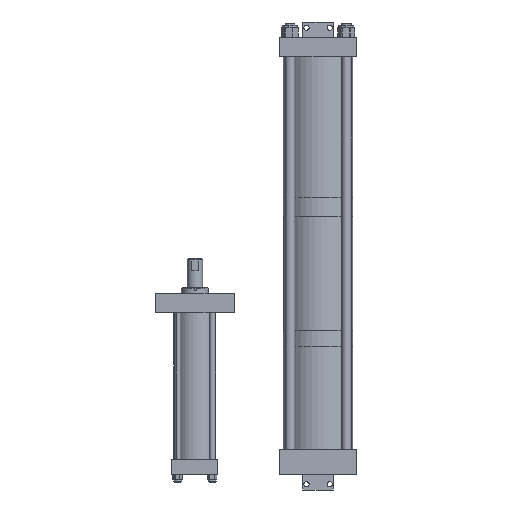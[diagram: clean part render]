
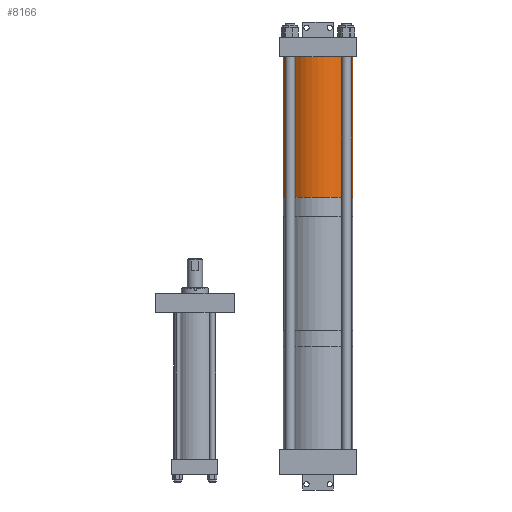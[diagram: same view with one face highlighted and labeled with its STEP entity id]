
A CAD part, front view. The second image highlights one B-rep face of the part: STEP entity #8166.
In plain terms, the highlighted cylindrical face has radius 57.15 mm (diameter 114.3 mm), a partial arc.
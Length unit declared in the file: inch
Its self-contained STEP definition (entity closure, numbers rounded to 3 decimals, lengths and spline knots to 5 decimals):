
#529 = VERTEX_POINT ( 'NONE', #1640 ) ;
#666 = CARTESIAN_POINT ( 'NONE',  ( 0., 0., 9.138 ) ) ;
#1221 = CARTESIAN_POINT ( 'NONE',  ( -2.25, 0., 9.138 ) ) ;
#1607 = ORIENTED_EDGE ( 'NONE', *, *, #10938, .F. ) ;
#1640 = CARTESIAN_POINT ( 'NONE',  ( 2.25, 0., 9.138 ) ) ;
#1987 = VERTEX_POINT ( 'NONE', #7262 ) ;
#2010 = VECTOR ( 'NONE', #2392, 39.37008 ) ;
#2392 = DIRECTION ( 'NONE',  ( 0., 0., -1. ) ) ;
#2699 = CYLINDRICAL_SURFACE ( 'NONE', #8402, 2.25 ) ;
#2826 = DIRECTION ( 'NONE',  ( 0., 0., -1. ) ) ;
#3072 = CARTESIAN_POINT ( 'NONE',  ( 2.25, 0., 0. ) ) ;
#3366 = ORIENTED_EDGE ( 'NONE', *, *, #5865, .T. ) ;
#4134 = VERTEX_POINT ( 'NONE', #13574 ) ;
#4294 = CARTESIAN_POINT ( 'NONE',  ( 0., 0., 9.138 ) ) ;
#4333 = DIRECTION ( 'NONE',  ( -1., 0., 0. ) ) ;
#4978 = DIRECTION ( 'NONE',  ( 1., 0., 0. ) ) ;
#5116 = DIRECTION ( 'NONE',  ( 1., 0., 0. ) ) ;
#5865 = EDGE_CURVE ( 'NONE', #4134, #8239, #13812, .T. ) ;
#6116 = DIRECTION ( 'NONE',  ( 0., 0., 1. ) ) ;
#6253 = EDGE_CURVE ( 'NONE', #1987, #529, #8322, .T. ) ;
#7202 = VECTOR ( 'NONE', #2826, 39.37008 ) ;
#7262 = CARTESIAN_POINT ( 'NONE',  ( -2.25, 0., 9.138 ) ) ;
#7648 = AXIS2_PLACEMENT_3D ( 'NONE', #13988, #6116, #4978 ) ;
#8106 = AXIS2_PLACEMENT_3D ( 'NONE', #666, #9563, #5116 ) ;
#8166 = ADVANCED_FACE ( 'NONE', ( #11654 ), #2699, .T. ) ;
#8239 = VERTEX_POINT ( 'NONE', #3072 ) ;
#8322 = CIRCLE ( 'NONE', #8106, 2.25 ) ;
#8402 = AXIS2_PLACEMENT_3D ( 'NONE', #4294, #10881, #4333 ) ;
#8410 = ORIENTED_EDGE ( 'NONE', *, *, #6253, .F. ) ;
#8616 = EDGE_CURVE ( 'NONE', #1987, #4134, #13239, .T. ) ;
#8902 = ORIENTED_EDGE ( 'NONE', *, *, #8616, .T. ) ;
#9522 = CARTESIAN_POINT ( 'NONE',  ( 2.25, 0., 9.138 ) ) ;
#9563 = DIRECTION ( 'NONE',  ( 0., 0., 1. ) ) ;
#10881 = DIRECTION ( 'NONE',  ( 0., 0., -1. ) ) ;
#10938 = EDGE_CURVE ( 'NONE', #529, #8239, #11611, .T. ) ;
#11611 = LINE ( 'NONE', #9522, #7202 ) ;
#11654 = FACE_OUTER_BOUND ( 'NONE', #13847, .T. ) ;
#13239 = LINE ( 'NONE', #1221, #2010 ) ;
#13574 = CARTESIAN_POINT ( 'NONE',  ( -2.25, 0., 0. ) ) ;
#13812 = CIRCLE ( 'NONE', #7648, 2.25 ) ;
#13847 = EDGE_LOOP ( 'NONE', ( #1607, #8410, #8902, #3366 ) ) ;
#13988 = CARTESIAN_POINT ( 'NONE',  ( 0., 0., 0. ) ) ;
